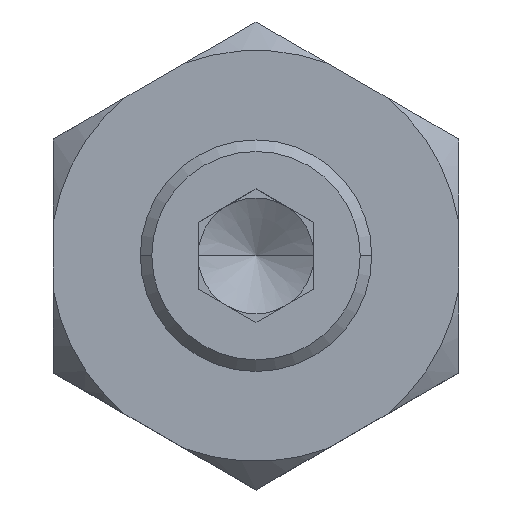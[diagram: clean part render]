
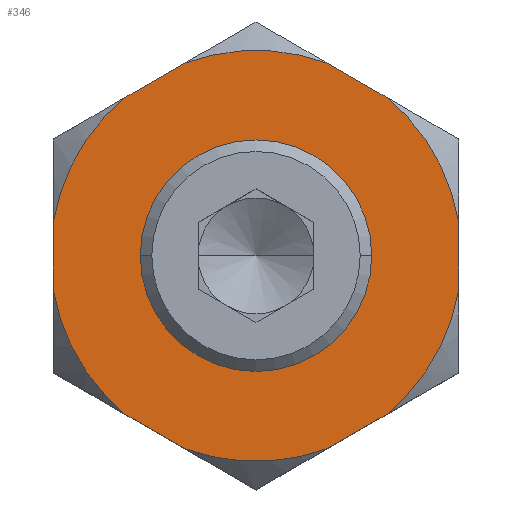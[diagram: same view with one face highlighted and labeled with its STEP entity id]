
A CAD part, top view. The second image highlights one B-rep face of the part: STEP entity #346.
In plain terms, the highlighted face is planar.
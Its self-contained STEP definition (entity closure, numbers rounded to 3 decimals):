
#29 = ORIENTED_EDGE ( 'NONE', *, *, #1880, .T. ) ;
#45 = AXIS2_PLACEMENT_3D ( 'NONE', #1508, #472, #498 ) ;
#64 = EDGE_LOOP ( 'NONE', ( #706, #29, #1137, #325, #1453, #1974, #457, #660, #279, #80, #273, #1895 ) ) ;
#69 = DIRECTION ( 'NONE',  ( -1., 0., 0. ) ) ;
#80 = ORIENTED_EDGE ( 'NONE', *, *, #627, .T. ) ;
#94 = VERTEX_POINT ( 'NONE', #1008 ) ;
#109 = CARTESIAN_POINT ( 'NONE',  ( 0., 0., 1.88 ) ) ;
#122 = DIRECTION ( 'NONE',  ( 0., 0.5, 0.866 ) ) ;
#129 = CARTESIAN_POINT ( 'NONE',  ( 0., -4.041, 0. ) ) ;
#174 = VECTOR ( 'NONE', #574, 1000. ) ;
#190 = DIRECTION ( 'NONE',  ( 0., 0., 1. ) ) ;
#200 = AXIS2_PLACEMENT_3D ( 'NONE', #1825, #1808, #1800 ) ;
#201 = CARTESIAN_POINT ( 'NONE',  ( 0., 0., 0. ) ) ;
#238 = DIRECTION ( 'NONE',  ( 0., 0., 1. ) ) ;
#265 = CARTESIAN_POINT ( 'NONE',  ( 0., 4.041, 0. ) ) ;
#271 = DIRECTION ( 'NONE',  ( 0., -0.5, -0.866 ) ) ;
#273 = ORIENTED_EDGE ( 'NONE', *, *, #1759, .T. ) ;
#279 = ORIENTED_EDGE ( 'NONE', *, *, #282, .T. ) ;
#282 = EDGE_CURVE ( 'NONE', #94, #1637, #1863, .T. ) ;
#288 = CARTESIAN_POINT ( 'NONE',  ( 0., -2.734, -2.264 ) ) ;
#320 = VERTEX_POINT ( 'NONE', #1959 ) ;
#325 = ORIENTED_EDGE ( 'NONE', *, *, #641, .T. ) ;
#326 = CARTESIAN_POINT ( 'NONE',  ( 0., 0., 0. ) ) ;
#346 = ADVANCED_FACE ( 'NONE', ( #860, #1252 ), #1917, .F. ) ;
#357 = CARTESIAN_POINT ( 'NONE',  ( 0., 2.021, -3.5 ) ) ;
#423 = LINE ( 'NONE', #726, #1356 ) ;
#435 = LINE ( 'NONE', #265, #1449 ) ;
#457 = ORIENTED_EDGE ( 'NONE', *, *, #1525, .T. ) ;
#470 = VECTOR ( 'NONE', #122, 1000. ) ;
#472 = DIRECTION ( 'NONE',  ( -1., 0., 0. ) ) ;
#485 = VERTEX_POINT ( 'NONE', #1501 ) ;
#498 = DIRECTION ( 'NONE',  ( 0., 0., 1. ) ) ;
#506 = VERTEX_POINT ( 'NONE', #995 ) ;
#574 = DIRECTION ( 'NONE',  ( 0., -0.5, 0.866 ) ) ;
#588 = CARTESIAN_POINT ( 'NONE',  ( 0., 0.594, -3.5 ) ) ;
#599 = DIRECTION ( 'NONE',  ( 0., 0., 1. ) ) ;
#600 = DIRECTION ( 'NONE',  ( -1., 0., 0. ) ) ;
#612 = CARTESIAN_POINT ( 'NONE',  ( 0., 0., 0. ) ) ;
#613 = EDGE_CURVE ( 'NONE', #884, #1632, #863, .T. ) ;
#627 = EDGE_CURVE ( 'NONE', #1637, #1346, #1569, .T. ) ;
#641 = EDGE_CURVE ( 'NONE', #1793, #1217, #823, .T. ) ;
#658 = VERTEX_POINT ( 'NONE', #899 ) ;
#660 = ORIENTED_EDGE ( 'NONE', *, *, #1100, .T. ) ;
#675 = DIRECTION ( 'NONE',  ( -1., 0., 0. ) ) ;
#689 = DIRECTION ( 'NONE',  ( 0., 0., 1. ) ) ;
#700 = CIRCLE ( 'NONE', #1771, 1.88 ) ;
#704 = EDGE_CURVE ( 'NONE', #1217, #658, #1900, .T. ) ;
#706 = ORIENTED_EDGE ( 'NONE', *, *, #1429, .T. ) ;
#726 = CARTESIAN_POINT ( 'NONE',  ( 0., 2.021, 3.5 ) ) ;
#764 = AXIS2_PLACEMENT_3D ( 'NONE', #1080, #675, #689 ) ;
#771 = LINE ( 'NONE', #1313, #933 ) ;
#778 = CIRCLE ( 'NONE', #2030, 3.55 ) ;
#785 = VERTEX_POINT ( 'NONE', #1534 ) ;
#823 = CIRCLE ( 'NONE', #1225, 3.55 ) ;
#829 = VERTEX_POINT ( 'NONE', #288 ) ;
#848 = CARTESIAN_POINT ( 'NONE',  ( 0., -2.734, 2.264 ) ) ;
#860 = FACE_OUTER_BOUND ( 'NONE', #64, .T. ) ;
#863 = CIRCLE ( 'NONE', #1291, 1.88 ) ;
#884 = VERTEX_POINT ( 'NONE', #109 ) ;
#899 = CARTESIAN_POINT ( 'NONE',  ( 0., -0.594, -3.5 ) ) ;
#907 = EDGE_CURVE ( 'NONE', #658, #829, #1250, .T. ) ;
#908 = CARTESIAN_POINT ( 'NONE',  ( 0., 0., -1.88 ) ) ;
#933 = VECTOR ( 'NONE', #1694, 1000. ) ;
#935 = AXIS2_PLACEMENT_3D ( 'NONE', #1700, #1707, #1746 ) ;
#963 = EDGE_CURVE ( 'NONE', #1632, #884, #700, .T. ) ;
#995 = CARTESIAN_POINT ( 'NONE',  ( 0., 0.594, 3.5 ) ) ;
#1008 = CARTESIAN_POINT ( 'NONE',  ( 0., -3.328, 1.236 ) ) ;
#1065 = CARTESIAN_POINT ( 'NONE',  ( 0., 0., 0. ) ) ;
#1080 = CARTESIAN_POINT ( 'NONE',  ( 0., 0., 0. ) ) ;
#1092 = CIRCLE ( 'NONE', #764, 3.55 ) ;
#1100 = EDGE_CURVE ( 'NONE', #785, #94, #1092, .T. ) ;
#1131 = DIRECTION ( 'NONE',  ( 0., 0.5, -0.866 ) ) ;
#1137 = ORIENTED_EDGE ( 'NONE', *, *, #1176, .T. ) ;
#1176 = EDGE_CURVE ( 'NONE', #1827, #1793, #435, .T. ) ;
#1217 = VERTEX_POINT ( 'NONE', #588 ) ;
#1225 = AXIS2_PLACEMENT_3D ( 'NONE', #326, #69, #238 ) ;
#1250 = CIRCLE ( 'NONE', #200, 3.55 ) ;
#1252 = FACE_BOUND ( 'NONE', #1307, .T. ) ;
#1284 = ORIENTED_EDGE ( 'NONE', *, *, #963, .F. ) ;
#1291 = AXIS2_PLACEMENT_3D ( 'NONE', #612, #600, #599 ) ;
#1299 = DIRECTION ( 'NONE',  ( -1., 0., 0. ) ) ;
#1307 = EDGE_LOOP ( 'NONE', ( #1910, #1284 ) ) ;
#1313 = CARTESIAN_POINT ( 'NONE',  ( 0., -2.021, 3.5 ) ) ;
#1346 = VERTEX_POINT ( 'NONE', #1946 ) ;
#1356 = VECTOR ( 'NONE', #1131, 1000. ) ;
#1401 = CIRCLE ( 'NONE', #935, 3.55 ) ;
#1429 = EDGE_CURVE ( 'NONE', #320, #485, #423, .T. ) ;
#1448 = CARTESIAN_POINT ( 'NONE',  ( 0., -2.021, -3.5 ) ) ;
#1449 = VECTOR ( 'NONE', #271, 1000. ) ;
#1453 = ORIENTED_EDGE ( 'NONE', *, *, #704, .T. ) ;
#1501 = CARTESIAN_POINT ( 'NONE',  ( 0., 3.328, 1.236 ) ) ;
#1508 = CARTESIAN_POINT ( 'NONE',  ( 0., 0., 0. ) ) ;
#1512 = AXIS2_PLACEMENT_3D ( 'NONE', #1940, #1885, #1873 ) ;
#1525 = EDGE_CURVE ( 'NONE', #829, #785, #1595, .T. ) ;
#1534 = CARTESIAN_POINT ( 'NONE',  ( 0., -3.328, -1.236 ) ) ;
#1569 = CIRCLE ( 'NONE', #45, 3.55 ) ;
#1583 = VECTOR ( 'NONE', #1620, 1000. ) ;
#1595 = LINE ( 'NONE', #1448, #174 ) ;
#1620 = DIRECTION ( 'NONE',  ( 0., -1., 0. ) ) ;
#1632 = VERTEX_POINT ( 'NONE', #908 ) ;
#1636 = DIRECTION ( 'NONE',  ( -1., 0., 0. ) ) ;
#1637 = VERTEX_POINT ( 'NONE', #848 ) ;
#1677 = DIRECTION ( 'NONE',  ( 0., 0., 1. ) ) ;
#1691 = CARTESIAN_POINT ( 'NONE',  ( 0., 2.734, -2.264 ) ) ;
#1694 = DIRECTION ( 'NONE',  ( 0., 1., 0. ) ) ;
#1700 = CARTESIAN_POINT ( 'NONE',  ( 0., 0., 0. ) ) ;
#1707 = DIRECTION ( 'NONE',  ( -1., 0., 0. ) ) ;
#1733 = EDGE_CURVE ( 'NONE', #506, #320, #778, .T. ) ;
#1746 = DIRECTION ( 'NONE',  ( 0., 0., 1. ) ) ;
#1759 = EDGE_CURVE ( 'NONE', #1346, #506, #771, .T. ) ;
#1771 = AXIS2_PLACEMENT_3D ( 'NONE', #1065, #1636, #1677 ) ;
#1793 = VERTEX_POINT ( 'NONE', #1691 ) ;
#1800 = DIRECTION ( 'NONE',  ( 0., 0., 1. ) ) ;
#1808 = DIRECTION ( 'NONE',  ( -1., 0., 0. ) ) ;
#1825 = CARTESIAN_POINT ( 'NONE',  ( 0., 0., 0. ) ) ;
#1827 = VERTEX_POINT ( 'NONE', #1834 ) ;
#1834 = CARTESIAN_POINT ( 'NONE',  ( 0., 3.328, -1.236 ) ) ;
#1863 = LINE ( 'NONE', #129, #470 ) ;
#1873 = DIRECTION ( 'NONE',  ( 0., 0., -1. ) ) ;
#1880 = EDGE_CURVE ( 'NONE', #485, #1827, #1401, .T. ) ;
#1885 = DIRECTION ( 'NONE',  ( 1., 0., 0. ) ) ;
#1895 = ORIENTED_EDGE ( 'NONE', *, *, #1733, .T. ) ;
#1900 = LINE ( 'NONE', #357, #1583 ) ;
#1910 = ORIENTED_EDGE ( 'NONE', *, *, #613, .F. ) ;
#1917 = PLANE ( 'NONE',  #1512 ) ;
#1940 = CARTESIAN_POINT ( 'NONE',  ( 0., 3.55, 0. ) ) ;
#1946 = CARTESIAN_POINT ( 'NONE',  ( 0., -0.594, 3.5 ) ) ;
#1959 = CARTESIAN_POINT ( 'NONE',  ( 0., 2.734, 2.264 ) ) ;
#1974 = ORIENTED_EDGE ( 'NONE', *, *, #907, .T. ) ;
#2030 = AXIS2_PLACEMENT_3D ( 'NONE', #201, #1299, #190 ) ;
